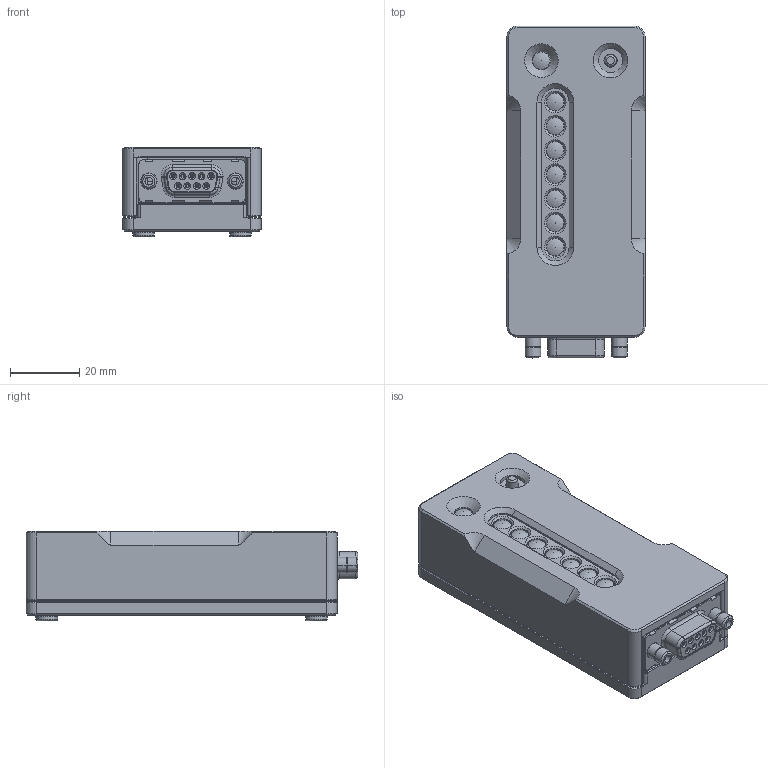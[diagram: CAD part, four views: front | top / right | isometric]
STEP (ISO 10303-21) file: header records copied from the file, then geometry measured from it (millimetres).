
FILE_DESCRIPTION(/* description */ (''),/* implementation_level */ '2;1');
FILE_NAME(/* name */ '3D_model_ADTa-100_N-6525-0160-01-A.stp',/* time_stamp */ '2019-12-18T10:57:45+00:00',/* author */ (''),/* organization */ (''),/* preprocessor_version */ 'ST-DEVELOPER v16.7',/* originating_system */ 'SIEMENS PLM Software NX 12.0',/* authorisation */ '');
FILE_SCHEMA (('AUTOMOTIVE_DESIGN { 1 0 10303 214 3 1 1 1 }'));
Products named in the file (1): rg13312C98C8pd1k
Bounding box: 40 x 96.04 x 25.9 mm (x, y, z)
Volume: 59843 mm3; surface area: 38368.9 mm2
Topology: 22 solids, 22 shells, 2524 faces, 7168 edges, 4725 vertices
Faces by surface type: plane 1341, cylinder 762, cone 222, bspline 122, torus 69, sphere 8
Full cylindrical faces by diameter (mm): 0.9 x9, 1 x4, 2.2 x4, 2.38 x4, 2.8 x8, 3.1 x2, 3.2 x1, 3.8 x1, 3.9 x8, 3.95 x8, 5 x8, 5.2 x5, 5.3 x8, 6.25 x4, 7 x2, 7.8 x4, 8.5 x4, 11 x1
Entity records: 117472 total; most frequent: CARTESIAN_POINT 43351, ORIENTED_EDGE 13732, DIRECTION 13362, EDGE_CURVE 6866, AXIS2_PLACEMENT_3D 4520, VERTEX_POINT 4517, LINE 4322, VECTOR 4322
